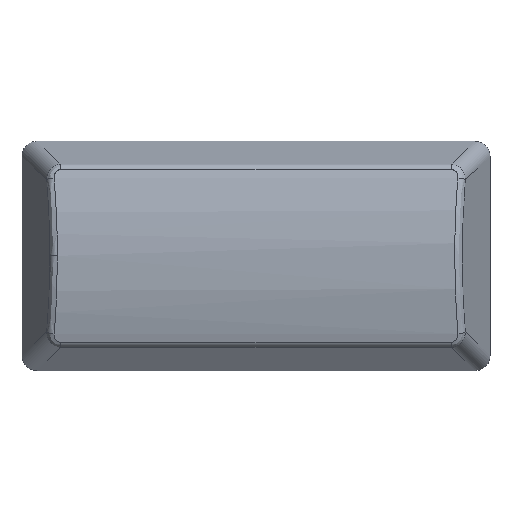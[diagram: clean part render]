
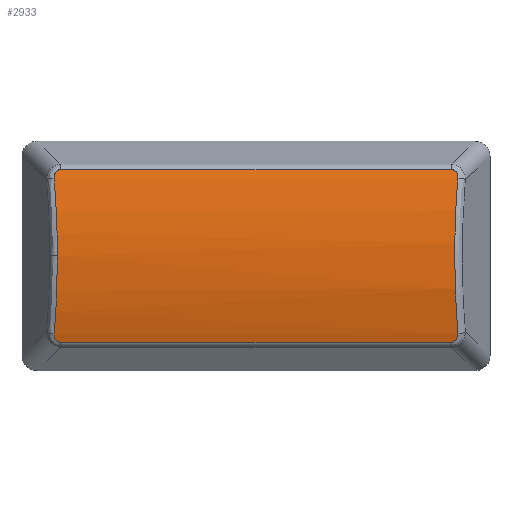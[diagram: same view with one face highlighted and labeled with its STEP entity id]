
A CAD part, top view. The second image highlights one B-rep face of the part: STEP entity #2933.
In plain terms, the highlighted cylindrical face has radius 25.296 mm (diameter 50.591 mm), a partial arc.
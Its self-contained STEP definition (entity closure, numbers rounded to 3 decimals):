
#2799=CARTESIAN_POINT('',(-749.764,143.35,-18.096));
#2800=DIRECTION('',(1.,0.,0.));
#2801=DIRECTION('',(0.,0.,-1.));
#2802=AXIS2_PLACEMENT_3D('',#2799,#2800,#2801);
#2803=CYLINDRICAL_SURFACE('',#2802,25.296);
#2804=CARTESIAN_POINT('',(70.161,150.232,6.246));
#2805=VERTEX_POINT('',#2804);
#2806=CARTESIAN_POINT('',(69.622,149.567,6.424));
#2807=VERTEX_POINT('',#2806);
#2808=CARTESIAN_POINT('',(70.161,150.232,6.246));
#2809=CARTESIAN_POINT('',(70.079,150.232,6.246));
#2810=CARTESIAN_POINT('',(69.997,150.214,6.251));
#2811=CARTESIAN_POINT('',(69.925,150.179,6.261));
#2812=CARTESIAN_POINT('',(69.889,150.161,6.266));
#2813=CARTESIAN_POINT('',(69.854,150.138,6.272));
#2814=CARTESIAN_POINT('',(69.823,150.112,6.279));
#2815=CARTESIAN_POINT('',(69.792,150.086,6.287));
#2816=CARTESIAN_POINT('',(69.765,150.057,6.295));
#2817=CARTESIAN_POINT('',(69.741,150.025,6.304));
#2818=CARTESIAN_POINT('',(69.693,149.96,6.321));
#2819=CARTESIAN_POINT('',(69.659,149.886,6.341));
#2820=CARTESIAN_POINT('',(69.64,149.807,6.362));
#2821=CARTESIAN_POINT('',(69.62,149.728,6.383));
#2822=CARTESIAN_POINT('',(69.615,149.648,6.404));
#2823=CARTESIAN_POINT('',(69.622,149.567,6.424));
#2824=B_SPLINE_CURVE_WITH_KNOTS('',3,(#2808,#2809,#2810,#2811,#2812,#2813,#2814,#2815,#2816,#2817,#2818,#2819,#2820,#2821,#2822,#2823),.UNSPECIFIED.,.F.,.F.,(4,3,3,3,3,4),(0.,0.,0.,0.,0.001,0.001),.UNSPECIFIED.);
#2825=EDGE_CURVE('',#2805,#2807,#2824,.T.);
#2826=ORIENTED_EDGE('',*,*,#2825,.T.);
#2827=CARTESIAN_POINT('',(69.871,143.35,7.2));
#2828=VERTEX_POINT('',#2827);
#2829=CARTESIAN_POINT('',(61.755,143.35,-18.096));
#2830=DIRECTION('',(0.952,-0.,-0.305));
#2831=DIRECTION('',(0.305,0.,0.952));
#2832=AXIS2_PLACEMENT_3D('',#2829,#2830,#2831);
#2833=ELLIPSE('',#2832,26.566,25.296);
#2834=EDGE_CURVE('',#2807,#2828,#2833,.T.);
#2835=ORIENTED_EDGE('',*,*,#2834,.T.);
#2836=CARTESIAN_POINT('',(69.622,137.133,6.424));
#2837=VERTEX_POINT('',#2836);
#2838=CARTESIAN_POINT('',(61.755,143.35,-18.096));
#2839=DIRECTION('',(0.952,-0.,-0.305));
#2840=DIRECTION('',(0.305,0.,0.952));
#2841=AXIS2_PLACEMENT_3D('',#2838,#2839,#2840);
#2842=ELLIPSE('',#2841,26.566,25.296);
#2843=EDGE_CURVE('',#2828,#2837,#2842,.T.);
#2844=ORIENTED_EDGE('',*,*,#2843,.T.);
#2845=CARTESIAN_POINT('',(70.161,136.468,6.246));
#2846=VERTEX_POINT('',#2845);
#2847=CARTESIAN_POINT('',(69.622,137.133,6.424));
#2848=CARTESIAN_POINT('',(69.615,137.052,6.404));
#2849=CARTESIAN_POINT('',(69.62,136.972,6.383));
#2850=CARTESIAN_POINT('',(69.64,136.893,6.362));
#2851=CARTESIAN_POINT('',(69.659,136.814,6.341));
#2852=CARTESIAN_POINT('',(69.693,136.74,6.321));
#2853=CARTESIAN_POINT('',(69.741,136.675,6.304));
#2854=CARTESIAN_POINT('',(69.765,136.643,6.295));
#2855=CARTESIAN_POINT('',(69.792,136.614,6.287));
#2856=CARTESIAN_POINT('',(69.823,136.588,6.279));
#2857=CARTESIAN_POINT('',(69.854,136.562,6.272));
#2858=CARTESIAN_POINT('',(69.889,136.539,6.266));
#2859=CARTESIAN_POINT('',(69.925,136.521,6.261));
#2860=CARTESIAN_POINT('',(69.997,136.486,6.251));
#2861=CARTESIAN_POINT('',(70.079,136.468,6.246));
#2862=CARTESIAN_POINT('',(70.161,136.468,6.246));
#2863=B_SPLINE_CURVE_WITH_KNOTS('',3,(#2847,#2848,#2849,#2850,#2851,#2852,#2853,#2854,#2855,#2856,#2857,#2858,#2859,#2860,#2861,#2862),.UNSPECIFIED.,.F.,.F.,(4,3,3,3,3,4),(0.,0.,0.,0.001,0.001,0.001),.UNSPECIFIED.);
#2864=EDGE_CURVE('',#2837,#2846,#2863,.T.);
#2865=ORIENTED_EDGE('',*,*,#2864,.T.);
#2866=CARTESIAN_POINT('',(101.289,136.468,6.246));
#2867=VERTEX_POINT('',#2866);
#2868=CARTESIAN_POINT('',(70.161,136.468,6.246));
#2869=DIRECTION('',(1.,0.,0.));
#2870=VECTOR('',#2869,31.129);
#2871=LINE('',#2868,#2870);
#2872=EDGE_CURVE('',#2846,#2867,#2871,.T.);
#2873=ORIENTED_EDGE('',*,*,#2872,.T.);
#2874=CARTESIAN_POINT('',(101.828,137.133,6.424));
#2875=VERTEX_POINT('',#2874);
#2876=CARTESIAN_POINT('',(101.289,136.468,6.246));
#2877=CARTESIAN_POINT('',(101.33,136.468,6.246));
#2878=CARTESIAN_POINT('',(101.37,136.472,6.247));
#2879=CARTESIAN_POINT('',(101.41,136.481,6.249));
#2880=CARTESIAN_POINT('',(101.449,136.49,6.252));
#2881=CARTESIAN_POINT('',(101.488,136.503,6.256));
#2882=CARTESIAN_POINT('',(101.525,136.521,6.261));
#2883=CARTESIAN_POINT('',(101.597,136.557,6.271));
#2884=CARTESIAN_POINT('',(101.66,136.61,6.286));
#2885=CARTESIAN_POINT('',(101.709,136.675,6.303));
#2886=CARTESIAN_POINT('',(101.757,136.739,6.321));
#2887=CARTESIAN_POINT('',(101.791,136.814,6.341));
#2888=CARTESIAN_POINT('',(101.81,136.893,6.362));
#2889=CARTESIAN_POINT('',(101.829,136.971,6.383));
#2890=CARTESIAN_POINT('',(101.835,137.052,6.404));
#2891=CARTESIAN_POINT('',(101.828,137.133,6.424));
#2892=B_SPLINE_CURVE_WITH_KNOTS('',3,(#2876,#2877,#2878,#2879,#2880,#2881,#2882,#2883,#2884,#2885,#2886,#2887,#2888,#2889,#2890,#2891),.UNSPECIFIED.,.F.,.F.,(4,3,3,3,3,4),(0.,0.,0.,0.,0.001,0.001),.UNSPECIFIED.);
#2893=EDGE_CURVE('',#2867,#2875,#2892,.T.);
#2894=ORIENTED_EDGE('',*,*,#2893,.T.);
#2895=CARTESIAN_POINT('',(101.828,149.567,6.424));
#2896=VERTEX_POINT('',#2895);
#2897=CARTESIAN_POINT('',(109.695,143.35,-18.096));
#2898=DIRECTION('',(-0.952,-0.,-0.305));
#2899=DIRECTION('',(0.305,0.,-0.952));
#2900=AXIS2_PLACEMENT_3D('',#2897,#2898,#2899);
#2901=ELLIPSE('',#2900,26.566,25.296);
#2902=EDGE_CURVE('',#2875,#2896,#2901,.T.);
#2903=ORIENTED_EDGE('',*,*,#2902,.T.);
#2904=CARTESIAN_POINT('',(101.289,150.232,6.246));
#2905=VERTEX_POINT('',#2904);
#2906=CARTESIAN_POINT('',(101.828,149.567,6.424));
#2907=CARTESIAN_POINT('',(101.835,149.648,6.404));
#2908=CARTESIAN_POINT('',(101.829,149.729,6.383));
#2909=CARTESIAN_POINT('',(101.81,149.807,6.362));
#2910=CARTESIAN_POINT('',(101.791,149.886,6.341));
#2911=CARTESIAN_POINT('',(101.757,149.961,6.321));
#2912=CARTESIAN_POINT('',(101.709,150.025,6.303));
#2913=CARTESIAN_POINT('',(101.66,150.09,6.286));
#2914=CARTESIAN_POINT('',(101.597,150.143,6.271));
#2915=CARTESIAN_POINT('',(101.525,150.179,6.261));
#2916=CARTESIAN_POINT('',(101.488,150.197,6.256));
#2917=CARTESIAN_POINT('',(101.449,150.21,6.252));
#2918=CARTESIAN_POINT('',(101.41,150.219,6.249));
#2919=CARTESIAN_POINT('',(101.37,150.228,6.247));
#2920=CARTESIAN_POINT('',(101.33,150.232,6.246));
#2921=CARTESIAN_POINT('',(101.289,150.232,6.246));
#2922=B_SPLINE_CURVE_WITH_KNOTS('',3,(#2906,#2907,#2908,#2909,#2910,#2911,#2912,#2913,#2914,#2915,#2916,#2917,#2918,#2919,#2920,#2921),.UNSPECIFIED.,.F.,.F.,(4,3,3,3,3,4),(0.,0.,0.,0.001,0.001,0.001),.UNSPECIFIED.);
#2923=EDGE_CURVE('',#2896,#2905,#2922,.T.);
#2924=ORIENTED_EDGE('',*,*,#2923,.T.);
#2925=CARTESIAN_POINT('',(101.289,150.232,6.246));
#2926=DIRECTION('',(-1.,-0.,-0.));
#2927=VECTOR('',#2926,31.129);
#2928=LINE('',#2925,#2927);
#2929=EDGE_CURVE('',#2905,#2805,#2928,.T.);
#2930=ORIENTED_EDGE('',*,*,#2929,.T.);
#2931=EDGE_LOOP('',(#2826,#2835,#2844,#2865,#2873,#2894,#2903,#2924,#2930));
#2932=FACE_BOUND('',#2931,.T.);
#2933=ADVANCED_FACE('',(#2932),#2803,.T.);
